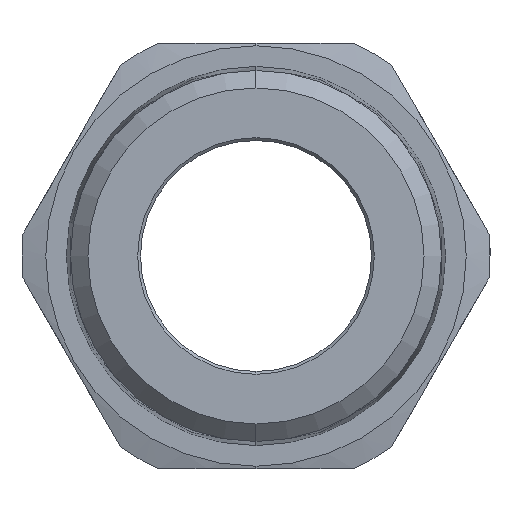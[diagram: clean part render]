
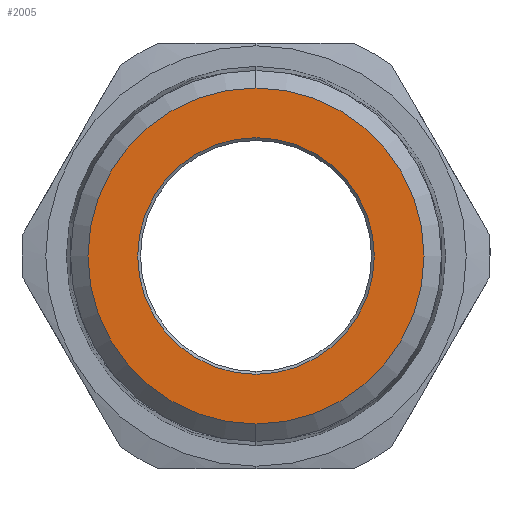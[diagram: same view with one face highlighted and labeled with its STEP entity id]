
A CAD part, left-side view. The second image highlights one B-rep face of the part: STEP entity #2005.
In plain terms, the highlighted planar face has unit normal (-1, 0, 0).
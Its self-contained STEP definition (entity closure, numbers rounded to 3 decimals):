
#85 = FACE_BOUND ( 'NONE', #590, .T. ) ;
#119 = CARTESIAN_POINT ( 'NONE',  ( -51.3, 0., -14.801 ) ) ;
#129 = EDGE_CURVE ( 'NONE', #734, #1789, #442, .T. ) ;
#134 = EDGE_CURVE ( 'NONE', #1789, #734, #402, .T. ) ;
#402 = CIRCLE ( 'NONE', #1689, 14.801 ) ;
#442 = CIRCLE ( 'NONE', #2383, 14.801 ) ;
#574 = DIRECTION ( 'NONE',  ( 1., 0., 0. ) ) ;
#590 = EDGE_LOOP ( 'NONE', ( #681, #1606 ) ) ;
#662 = CARTESIAN_POINT ( 'NONE',  ( -51.3, 0., 0. ) ) ;
#681 = ORIENTED_EDGE ( 'NONE', *, *, #1116, .T. ) ;
#734 = VERTEX_POINT ( 'NONE', #119 ) ;
#833 = AXIS2_PLACEMENT_3D ( 'NONE', #662, #2180, #1672 ) ;
#864 = VERTEX_POINT ( 'NONE', #2509 ) ;
#1087 = EDGE_LOOP ( 'NONE', ( #2694, #2106 ) ) ;
#1116 = EDGE_CURVE ( 'NONE', #864, #2582, #1779, .T. ) ;
#1322 = DIRECTION ( 'NONE',  ( 0., 0., 1. ) ) ;
#1386 = AXIS2_PLACEMENT_3D ( 'NONE', #2122, #574, #2110 ) ;
#1460 = AXIS2_PLACEMENT_3D ( 'NONE', #2238, #1953, #1984 ) ;
#1561 = DIRECTION ( 'NONE',  ( 0., 0., 1. ) ) ;
#1606 = ORIENTED_EDGE ( 'NONE', *, *, #2912, .T. ) ;
#1672 = DIRECTION ( 'NONE',  ( 0., 0., 1. ) ) ;
#1689 = AXIS2_PLACEMENT_3D ( 'NONE', #2616, #2312, #1561 ) ;
#1734 = PLANE ( 'NONE',  #1460 ) ;
#1775 = DIRECTION ( 'NONE',  ( -1., 0., 0. ) ) ;
#1779 = CIRCLE ( 'NONE', #1386, 10.425 ) ;
#1789 = VERTEX_POINT ( 'NONE', #1790 ) ;
#1790 = CARTESIAN_POINT ( 'NONE',  ( -51.3, 0., 14.801 ) ) ;
#1799 = CARTESIAN_POINT ( 'NONE',  ( -51.3, 0., -10.425 ) ) ;
#1953 = DIRECTION ( 'NONE',  ( -1., 0., 0. ) ) ;
#1984 = DIRECTION ( 'NONE',  ( 0., 0., 1. ) ) ;
#2005 = ADVANCED_FACE ( 'NONE', ( #85, #2791 ), #1734, .T. ) ;
#2106 = ORIENTED_EDGE ( 'NONE', *, *, #134, .T. ) ;
#2110 = DIRECTION ( 'NONE',  ( 0., 0., 1. ) ) ;
#2122 = CARTESIAN_POINT ( 'NONE',  ( -51.3, 0., 0. ) ) ;
#2180 = DIRECTION ( 'NONE',  ( 1., 0., 0. ) ) ;
#2238 = CARTESIAN_POINT ( 'NONE',  ( -51.3, 0., 0. ) ) ;
#2312 = DIRECTION ( 'NONE',  ( -1., 0., 0. ) ) ;
#2383 = AXIS2_PLACEMENT_3D ( 'NONE', #3343, #1775, #1322 ) ;
#2509 = CARTESIAN_POINT ( 'NONE',  ( -51.3, 0., 10.425 ) ) ;
#2582 = VERTEX_POINT ( 'NONE', #1799 ) ;
#2616 = CARTESIAN_POINT ( 'NONE',  ( -51.3, 0., 0. ) ) ;
#2694 = ORIENTED_EDGE ( 'NONE', *, *, #129, .T. ) ;
#2791 = FACE_OUTER_BOUND ( 'NONE', #1087, .T. ) ;
#2912 = EDGE_CURVE ( 'NONE', #2582, #864, #3284, .T. ) ;
#3284 = CIRCLE ( 'NONE', #833, 10.425 ) ;
#3343 = CARTESIAN_POINT ( 'NONE',  ( -51.3, 0., 0. ) ) ;
